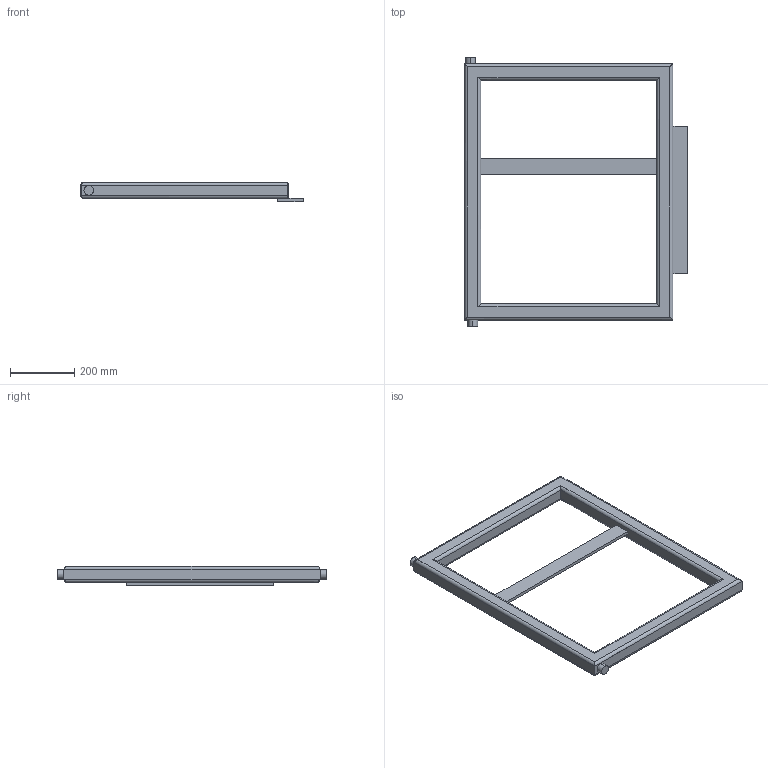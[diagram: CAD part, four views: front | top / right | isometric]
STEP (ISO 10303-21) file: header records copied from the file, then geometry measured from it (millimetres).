
FILE_DESCRIPTION (( 'STEP AP203' ), '1' );
FILE_NAME ('petit_Vantail_Défaut_sldprt.STEP', '2016-04-22T08:44:43', ( '' ), ( '' ), 'SwSTEP 2.0', 'SolidWorks 2014', '' );
FILE_SCHEMA (( 'CONFIG_CONTROL_DESIGN' ));
Length unit declared in the file: millimetre
Products named in the file (1): petit_Vantail_Défaut_sldprt
Bounding box: 695 x 840 x 60 mm (x, y, z)
Volume: 2089659.8 mm3; surface area: 1074918.9 mm2
Topology: 1 solids, 2 shells, 68 faces, 152 edges, 90 vertices
Faces by surface type: cylinder 36, plane 32
Entity records: 2717 total; most frequent: CARTESIAN_POINT 1225, ORIENTED_EDGE 304, DIRECTION 262, EDGE_CURVE 152, VECTOR 108, LINE 108, VERTEX_POINT 90, AXIS2_PLACEMENT_3D 77
